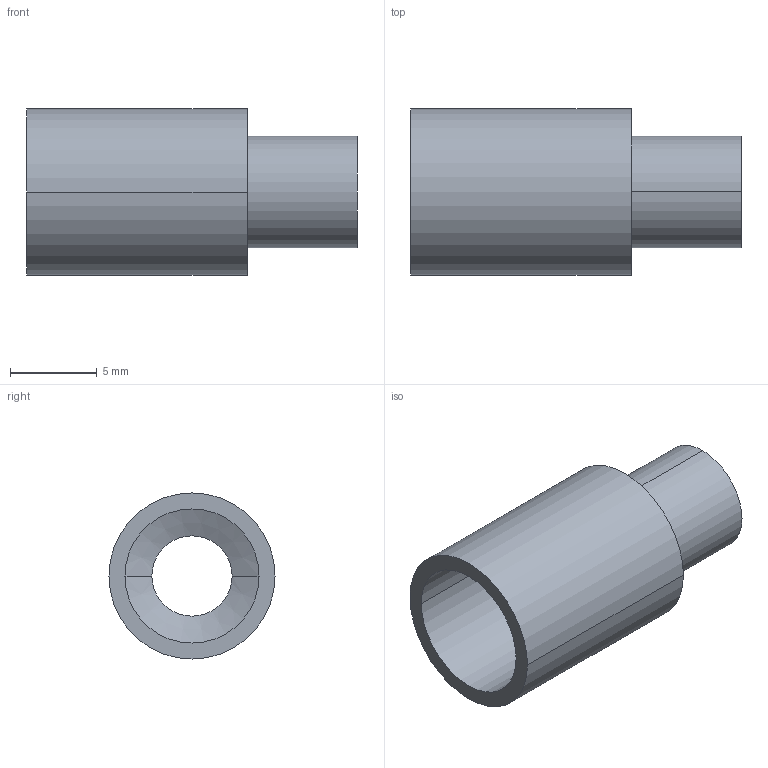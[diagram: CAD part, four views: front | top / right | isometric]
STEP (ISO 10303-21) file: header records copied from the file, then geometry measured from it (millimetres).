
FILE_DESCRIPTION (( 'STEP AP203' ), '1' );
FILE_NAME ('AD-64SS-TSTS-P.step', '2025-11-19T20:04:46', ( '' ), ( '' ), 'SwSTEP 2.0', 'SolidWorks 2018', '' );
FILE_SCHEMA (( 'CONFIG_CONTROL_DESIGN' ));
Length unit declared in the file: inch
Products named in the file (1): AD-64SS-TSTS-P
Bounding box: 19.05 x 9.56 x 9.56 mm (x, y, z)
Volume: 597.2 mm3; surface area: 951 mm2
Topology: 1 solids, 1 shells, 13 faces, 28 edges, 18 vertices
Faces by surface type: cylinder 8, plane 3, cone 2
Entity records: 447 total; most frequent: DIRECTION 74, CARTESIAN_POINT 60, ORIENTED_EDGE 56, AXIS2_PLACEMENT_3D 32, EDGE_CURVE 28, VERTEX_POINT 18, CIRCLE 18, EDGE_LOOP 16
